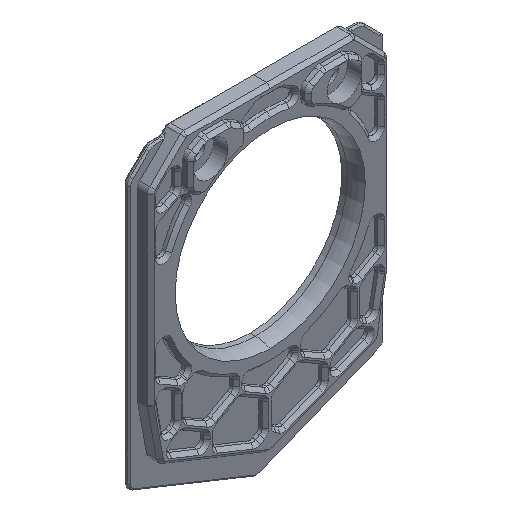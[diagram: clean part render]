
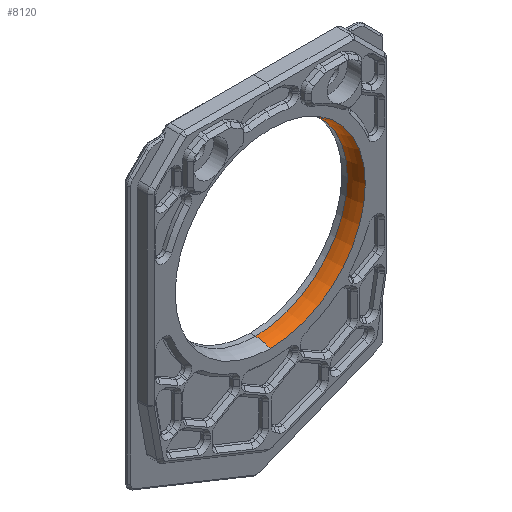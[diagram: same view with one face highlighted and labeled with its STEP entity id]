
A CAD part, isometric view. The second image highlights one B-rep face of the part: STEP entity #8120.
In plain terms, the highlighted toroidal (fillet/blend) face has major radius 14.981 mm and minor radius 4 mm.
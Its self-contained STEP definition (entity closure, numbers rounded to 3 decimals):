
#40=TOROIDAL_SURFACE('',#8681,14.981,4.);
#208=B_SPLINE_CURVE_WITH_KNOTS('',3,(#12334,#12335,#12336,#12337,#12338,
#12339,#12340,#12341),.UNSPECIFIED.,.F.,.F.,(4,2,2,4),(1.014,
1.037,1.111,1.185),.UNSPECIFIED.);
#209=B_SPLINE_CURVE_WITH_KNOTS('',3,(#12345,#12346,#12347,#12348,#12349,
#12350,#12351,#12352),.UNSPECIFIED.,.F.,.F.,(4,2,2,4),(1.185,
1.259,1.333,1.356),.UNSPECIFIED.);
#471=FACE_OUTER_BOUND('',#993,.T.);
#993=EDGE_LOOP('',(#5581,#5582,#5583,#5584));
#3164=CIRCLE('',#8682,11.381);
#3165=CIRCLE('',#8683,10.981);
#3595=VERTEX_POINT('',#12332);
#3596=VERTEX_POINT('',#12333);
#3597=VERTEX_POINT('',#12342);
#3598=VERTEX_POINT('',#12344);
#4338=EDGE_CURVE('',#3595,#3596,#208,.T.);
#4339=EDGE_CURVE('',#3597,#3595,#3164,.T.);
#4340=EDGE_CURVE('',#3598,#3597,#209,.T.);
#4341=EDGE_CURVE('',#3596,#3598,#3165,.T.);
#5581=ORIENTED_EDGE('',*,*,#4338,.F.);
#5582=ORIENTED_EDGE('',*,*,#4339,.F.);
#5583=ORIENTED_EDGE('',*,*,#4340,.F.);
#5584=ORIENTED_EDGE('',*,*,#4341,.F.);
#8120=ADVANCED_FACE('',(#471),#40,.T.);
#8681=AXIS2_PLACEMENT_3D('',#12331,#9661,#9662);
#8682=AXIS2_PLACEMENT_3D('',#12343,#9663,#9664);
#8683=AXIS2_PLACEMENT_3D('',#12353,#9665,#9666);
#9661=DIRECTION('center_axis',(0.,-1.,0.));
#9662=DIRECTION('ref_axis',(1.,0.,0.));
#9663=DIRECTION('center_axis',(0.,1.,0.));
#9664=DIRECTION('ref_axis',(-1.,0.,0.));
#9665=DIRECTION('center_axis',(0.,-1.,0.));
#9666=DIRECTION('ref_axis',(1.,0.,0.));
#12331=CARTESIAN_POINT('Origin',(147.717,-155.286,83.35));
#12332=CARTESIAN_POINT('',(147.717,-157.03,71.969));
#12333=CARTESIAN_POINT('',(147.717,-155.286,72.369));
#12334=CARTESIAN_POINT('Ctrl Pts',(147.717,-157.03,71.969));
#12335=CARTESIAN_POINT('Ctrl Pts',(147.717,-156.958,72.004));
#12336=CARTESIAN_POINT('Ctrl Pts',(147.717,-156.887,72.035));
#12337=CARTESIAN_POINT('Ctrl Pts',(147.717,-156.589,72.159));
#12338=CARTESIAN_POINT('Ctrl Pts',(147.717,-156.331,72.24));
#12339=CARTESIAN_POINT('Ctrl Pts',(147.717,-155.803,72.345));
#12340=CARTESIAN_POINT('Ctrl Pts',(147.717,-155.533,72.369));
#12341=CARTESIAN_POINT('Ctrl Pts',(147.717,-155.286,72.369));
#12342=CARTESIAN_POINT('',(147.717,-157.03,94.731));
#12343=CARTESIAN_POINT('Origin',(147.717,-157.03,83.35));
#12344=CARTESIAN_POINT('',(147.717,-155.286,94.331));
#12345=CARTESIAN_POINT('Ctrl Pts',(147.717,-155.286,94.331));
#12346=CARTESIAN_POINT('Ctrl Pts',(147.717,-155.533,94.331));
#12347=CARTESIAN_POINT('Ctrl Pts',(147.717,-155.803,94.355));
#12348=CARTESIAN_POINT('Ctrl Pts',(147.717,-156.331,94.46));
#12349=CARTESIAN_POINT('Ctrl Pts',(147.717,-156.589,94.541));
#12350=CARTESIAN_POINT('Ctrl Pts',(147.717,-156.887,94.665));
#12351=CARTESIAN_POINT('Ctrl Pts',(147.717,-156.958,94.696));
#12352=CARTESIAN_POINT('Ctrl Pts',(147.717,-157.03,94.731));
#12353=CARTESIAN_POINT('Origin',(147.717,-155.286,83.35));
